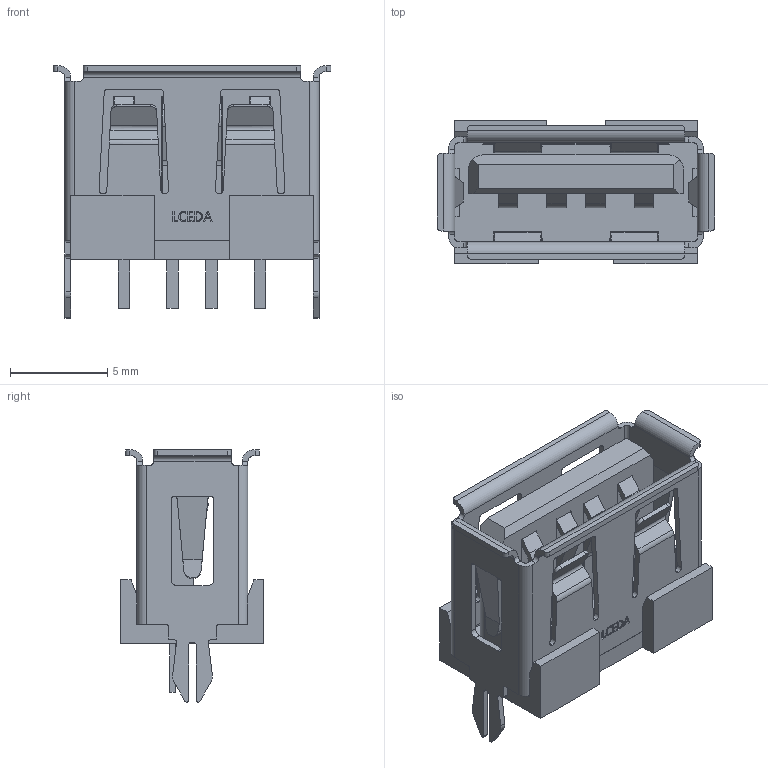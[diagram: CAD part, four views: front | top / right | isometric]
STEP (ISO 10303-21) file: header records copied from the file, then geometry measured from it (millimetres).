
FILE_DESCRIPTION (( 'STEP AP214' ), '1' );
FILE_NAME ('USB-A-TH_ZCJB-HJ.step', '2022-07-15T09:02:38', ( '' ), ( '' ), 'SwSTEP 2.0', 'SolidWorks 2020', '' );
FILE_SCHEMA (( 'AUTOMOTIVE_DESIGN' ));
Length unit declared in the file: millimetre
Products named in the file (1): USB-A-TH_ZCJB-HJ
Bounding box: 14.3 x 7.37 x 13 mm (x, y, z)
Volume: 435.5 mm3; surface area: 1488.5 mm2
Topology: 20 solids, 20 shells, 681 faces, 1865 edges, 1234 vertices
Faces by surface type: plane 425, cylinder 144, bspline 112
Entity records: 29690 total; most frequent: CARTESIAN_POINT 6095, ORIENTED_EDGE 3730, DIRECTION 2929, EDGE_CURVE 1865, LINE 1345, VECTOR 1345, VERTEX_POINT 1234, AXIS2_PLACEMENT_3D 792
